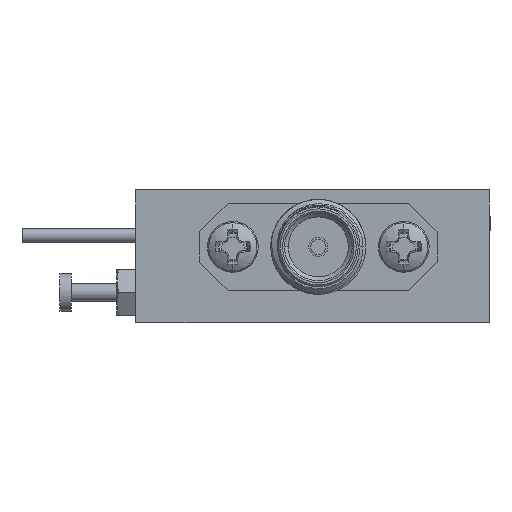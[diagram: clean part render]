
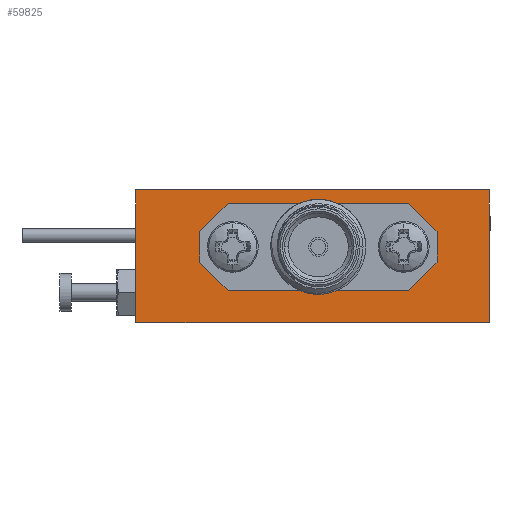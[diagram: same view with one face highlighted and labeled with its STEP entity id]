
A CAD part, left-side view. The second image highlights one B-rep face of the part: STEP entity #59825.
In plain terms, the highlighted planar face has unit normal (-1, 0, 0).
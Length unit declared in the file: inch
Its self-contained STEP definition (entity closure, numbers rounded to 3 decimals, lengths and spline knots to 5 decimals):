
#356 = CARTESIAN_POINT ( 'NONE',  ( -0.765, 0.2975, 0.14 ) ) ;
#436 = DIRECTION ( 'NONE',  ( 0., 0., -1. ) ) ;
#653 = CARTESIAN_POINT ( 'NONE',  ( -0.765, -0.465, 0.175 ) ) ;
#2018 = LINE ( 'NONE', #46642, #11583 ) ;
#2433 = ORIENTED_EDGE ( 'NONE', *, *, #68410, .T. ) ;
#2912 = DIRECTION ( 'NONE',  ( 0., 0.707, 0.707 ) ) ;
#2959 = VERTEX_POINT ( 'NONE', #9600 ) ;
#3178 = VERTEX_POINT ( 'NONE', #61367 ) ;
#3596 = VERTEX_POINT ( 'NONE', #60819 ) ;
#4062 = VERTEX_POINT ( 'NONE', #22298 ) ;
#4459 = VECTOR ( 'NONE', #48910, 39.37008 ) ;
#4723 = DIRECTION ( 'NONE',  ( 0., 0., 1. ) ) ;
#5268 = CARTESIAN_POINT ( 'NONE',  ( -0.765, -0.3275, 0.14 ) ) ;
#6245 = CARTESIAN_POINT ( 'NONE',  ( -0.765, -0.3275, -0.015 ) ) ;
#6356 = DIRECTION ( 'NONE',  ( 0., 0., -1. ) ) ;
#7689 = ORIENTED_EDGE ( 'NONE', *, *, #9132, .F. ) ;
#7739 = LINE ( 'NONE', #25739, #41565 ) ;
#8812 = LINE ( 'NONE', #63041, #47914 ) ;
#9132 = EDGE_CURVE ( 'NONE', #3596, #3178, #40882, .T. ) ;
#9267 = CARTESIAN_POINT ( 'NONE',  ( -0.765, -0.2525, 0.14 ) ) ;
#9324 = CARTESIAN_POINT ( 'NONE',  ( -0.765, -0.2525, -0.09 ) ) ;
#9600 = CARTESIAN_POINT ( 'NONE',  ( -0.765, 0.2225, -0.09 ) ) ;
#9723 = DIRECTION ( 'NONE',  ( 0., -1., 0. ) ) ;
#10952 = LINE ( 'NONE', #653, #68384 ) ;
#10983 = CARTESIAN_POINT ( 'NONE',  ( -0.765, -0.3275, 0.14 ) ) ;
#11583 = VECTOR ( 'NONE', #2912, 39.37008 ) ;
#11948 = LINE ( 'NONE', #356, #70283 ) ;
#11970 = ORIENTED_EDGE ( 'NONE', *, *, #21448, .T. ) ;
#15167 = LINE ( 'NONE', #10983, #33430 ) ;
#15955 = DIRECTION ( 'NONE',  ( 0., 1., 0. ) ) ;
#17098 = EDGE_LOOP ( 'NONE', ( #32606, #57263, #7689, #11970 ) ) ;
#17792 = ORIENTED_EDGE ( 'NONE', *, *, #65558, .T. ) ;
#19538 = LINE ( 'NONE', #65730, #35164 ) ;
#20067 = VERTEX_POINT ( 'NONE', #48656 ) ;
#21448 = EDGE_CURVE ( 'NONE', #3596, #47675, #69297, .T. ) ;
#21994 = EDGE_CURVE ( 'NONE', #3178, #4062, #10952, .T. ) ;
#22298 = CARTESIAN_POINT ( 'NONE',  ( -0.765, -0.465, -0.175 ) ) ;
#22321 = DIRECTION ( 'NONE',  ( 1., 0., 0. ) ) ;
#24774 = VERTEX_POINT ( 'NONE', #6245 ) ;
#24799 = DIRECTION ( 'NONE',  ( 0., 0.707, -0.707 ) ) ;
#25739 = CARTESIAN_POINT ( 'NONE',  ( -0.765, -0.3275, -0.09 ) ) ;
#26952 = PLANE ( 'NONE',  #53083 ) ;
#27322 = VERTEX_POINT ( 'NONE', #9267 ) ;
#29544 = EDGE_CURVE ( 'NONE', #2959, #56165, #7739, .T. ) ;
#29757 = VERTEX_POINT ( 'NONE', #43234 ) ;
#30625 = DIRECTION ( 'NONE',  ( 0., -0.707, -0.707 ) ) ;
#32606 = ORIENTED_EDGE ( 'NONE', *, *, #66925, .T. ) ;
#33430 = VECTOR ( 'NONE', #4723, 39.37008 ) ;
#35164 = VECTOR ( 'NONE', #60867, 39.37008 ) ;
#35978 = VECTOR ( 'NONE', #15955, 39.37008 ) ;
#36333 = ORIENTED_EDGE ( 'NONE', *, *, #54695, .F. ) ;
#37081 = CARTESIAN_POINT ( 'NONE',  ( -0.765, 0.2975, 0.065 ) ) ;
#37806 = EDGE_LOOP ( 'NONE', ( #48999, #51279, #60207, #2433, #59767, #17792, #36333, #64953 ) ) ;
#40882 = LINE ( 'NONE', #58917, #4459 ) ;
#41565 = VECTOR ( 'NONE', #9723, 39.37008 ) ;
#43234 = CARTESIAN_POINT ( 'NONE',  ( -0.765, 0.2975, -0.015 ) ) ;
#46642 = CARTESIAN_POINT ( 'NONE',  ( -0.765, 0.16125, -0.15125 ) ) ;
#47675 = VERTEX_POINT ( 'NONE', #70558 ) ;
#47914 = VECTOR ( 'NONE', #63993, 39.37008 ) ;
#48656 = CARTESIAN_POINT ( 'NONE',  ( -0.765, -0.3275, 0.065 ) ) ;
#48910 = DIRECTION ( 'NONE',  ( 0., -1., 0. ) ) ;
#48999 = ORIENTED_EDGE ( 'NONE', *, *, #64892, .F. ) ;
#49010 = FACE_BOUND ( 'NONE', #37806, .T. ) ;
#49317 = CARTESIAN_POINT ( 'NONE',  ( -0.765, -0.465, 0.175 ) ) ;
#50355 = CARTESIAN_POINT ( 'NONE',  ( -0.765, 0.465, 0.175 ) ) ;
#50755 = FACE_OUTER_BOUND ( 'NONE', #17098, .T. ) ;
#51279 = ORIENTED_EDGE ( 'NONE', *, *, #55346, .T. ) ;
#52184 = VECTOR ( 'NONE', #24799, 39.37008 ) ;
#52228 = CARTESIAN_POINT ( 'NONE',  ( -0.765, 0.2225, 0.14 ) ) ;
#53083 = AXIS2_PLACEMENT_3D ( 'NONE', #49317, #22321, #60777 ) ;
#54695 = EDGE_CURVE ( 'NONE', #63663, #29757, #11948, .T. ) ;
#55346 = EDGE_CURVE ( 'NONE', #27322, #20067, #61502, .T. ) ;
#56165 = VERTEX_POINT ( 'NONE', #9324 ) ;
#57263 = ORIENTED_EDGE ( 'NONE', *, *, #21994, .F. ) ;
#57673 = EDGE_CURVE ( 'NONE', #63663, #61324, #19538, .T. ) ;
#57692 = EDGE_CURVE ( 'NONE', #24774, #20067, #15167, .T. ) ;
#58917 = CARTESIAN_POINT ( 'NONE',  ( -0.765, -0.465, 0.175 ) ) ;
#59767 = ORIENTED_EDGE ( 'NONE', *, *, #29544, .F. ) ;
#59825 = ADVANCED_FACE ( 'NONE', ( #50755, #49010 ), #26952, .F. ) ;
#60207 = ORIENTED_EDGE ( 'NONE', *, *, #57692, .F. ) ;
#60599 = VECTOR ( 'NONE', #6356, 39.37008 ) ;
#60777 = DIRECTION ( 'NONE',  ( 0., 0., -1. ) ) ;
#60819 = CARTESIAN_POINT ( 'NONE',  ( -0.765, 0.465, 0.175 ) ) ;
#60867 = DIRECTION ( 'NONE',  ( 0., -0.707, 0.707 ) ) ;
#60922 = DIRECTION ( 'NONE',  ( 0., 0., -1. ) ) ;
#61324 = VERTEX_POINT ( 'NONE', #52228 ) ;
#61367 = CARTESIAN_POINT ( 'NONE',  ( -0.765, -0.465, 0.175 ) ) ;
#61502 = LINE ( 'NONE', #63959, #65896 ) ;
#63041 = CARTESIAN_POINT ( 'NONE',  ( -0.765, -0.465, -0.175 ) ) ;
#63663 = VERTEX_POINT ( 'NONE', #37081 ) ;
#63959 = CARTESIAN_POINT ( 'NONE',  ( -0.765, -0.19125, 0.20125 ) ) ;
#63993 = DIRECTION ( 'NONE',  ( 0., -1., 0. ) ) ;
#64892 = EDGE_CURVE ( 'NONE', #27322, #61324, #66430, .T. ) ;
#64953 = ORIENTED_EDGE ( 'NONE', *, *, #57673, .T. ) ;
#65558 = EDGE_CURVE ( 'NONE', #2959, #29757, #2018, .T. ) ;
#65730 = CARTESIAN_POINT ( 'NONE',  ( -0.765, 0.16125, 0.20125 ) ) ;
#65896 = VECTOR ( 'NONE', #30625, 39.37008 ) ;
#66430 = LINE ( 'NONE', #5268, #35978 ) ;
#66925 = EDGE_CURVE ( 'NONE', #47675, #4062, #8812, .T. ) ;
#66981 = LINE ( 'NONE', #70061, #52184 ) ;
#68384 = VECTOR ( 'NONE', #436, 39.37008 ) ;
#68410 = EDGE_CURVE ( 'NONE', #24774, #56165, #66981, .T. ) ;
#69297 = LINE ( 'NONE', #50355, #60599 ) ;
#70061 = CARTESIAN_POINT ( 'NONE',  ( -0.765, -0.19125, -0.15125 ) ) ;
#70283 = VECTOR ( 'NONE', #60922, 39.37008 ) ;
#70558 = CARTESIAN_POINT ( 'NONE',  ( -0.765, 0.465, -0.175 ) ) ;
